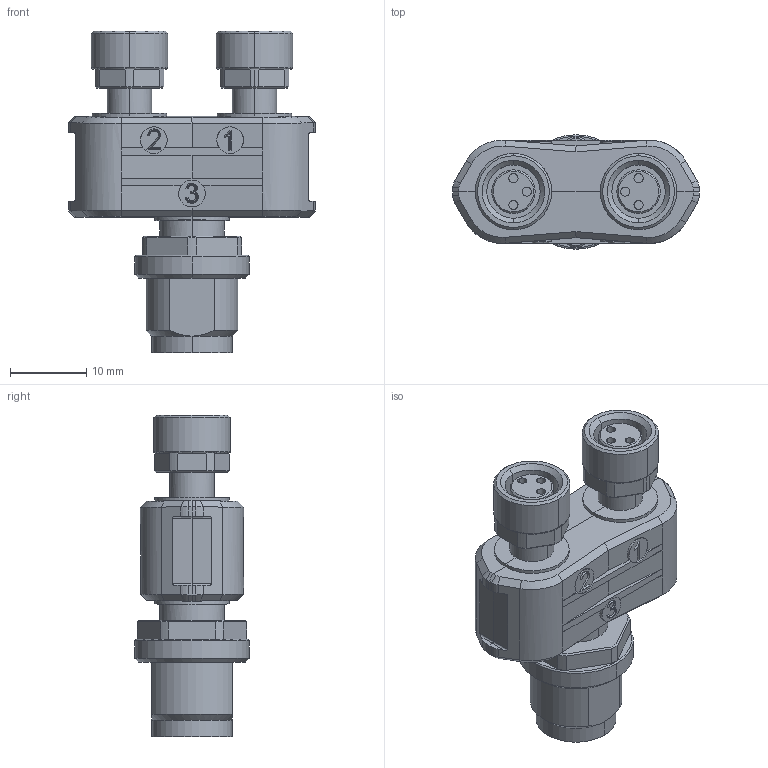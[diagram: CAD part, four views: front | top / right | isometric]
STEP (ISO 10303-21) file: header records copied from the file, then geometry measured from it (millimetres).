
FILE_DESCRIPTION (( 'STEP AP203' ), '1' );
FILE_NAME ('7000-41211-0000000.step', '2025-06-04T18:49:43', ( '' ), ( '' ), 'SwSTEP 2.0', 'SolidWorks 2024', '' );
FILE_SCHEMA (( 'CONFIG_CONTROL_DESIGN' ));
Length unit declared in the file: millimetre
Products named in the file (1): 7000-41211-0000000
Bounding box: 32.3 x 15 x 42.2 mm (x, y, z)
Volume: 7607.3 mm3; surface area: 4374 mm2
Topology: 1 solids, 1 shells, 498 faces, 1254 edges, 789 vertices
Faces by surface type: plane 250, cylinder 111, bspline 76, cone 45, torus 16
Entity records: 22226 total; most frequent: CARTESIAN_POINT 11105, ORIENTED_EDGE 2508, DIRECTION 1969, EDGE_CURVE 1254, VERTEX_POINT 789, AXIS2_PLACEMENT_3D 681, VECTOR 607, LINE 607
